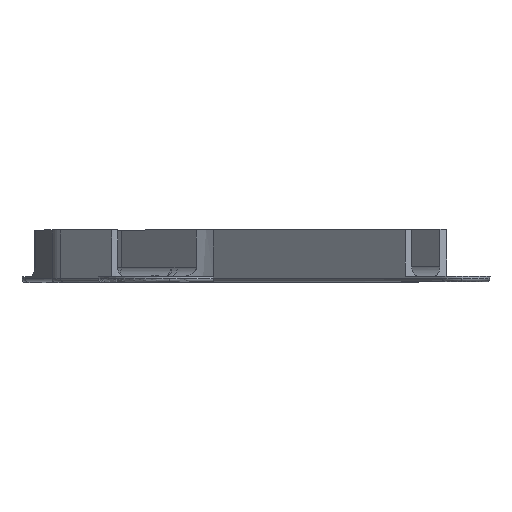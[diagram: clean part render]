
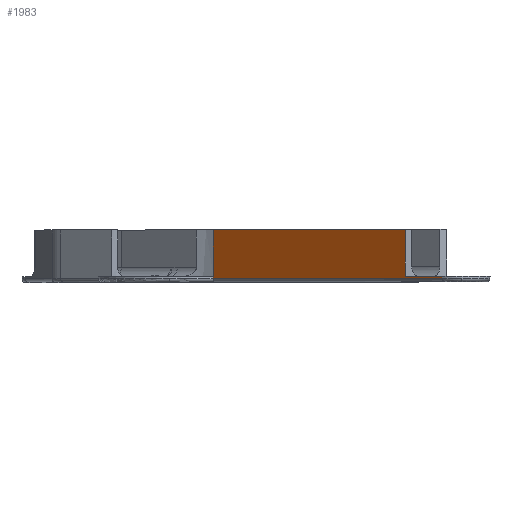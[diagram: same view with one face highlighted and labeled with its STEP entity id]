
A CAD part, top view. The second image highlights one B-rep face of the part: STEP entity #1983.
In plain terms, the highlighted planar face has unit normal (-0.695, 0, 0.72).
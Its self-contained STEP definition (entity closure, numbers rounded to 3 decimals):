
#88 = ORIENTED_EDGE ( 'NONE', *, *, #5844, .F. ) ;
#256 = DIRECTION ( 'NONE',  ( -0.719, 0., -0.694 ) ) ;
#347 = VECTOR ( 'NONE', #650, 1000. ) ;
#380 = FACE_OUTER_BOUND ( 'NONE', #3460, .T. ) ;
#585 = DIRECTION ( 'NONE',  ( 0., -1., 0. ) ) ;
#650 = DIRECTION ( 'NONE',  ( 0.719, 0., 0.694 ) ) ;
#721 = DIRECTION ( 'NONE',  ( 0., -1., 0. ) ) ;
#793 = VECTOR ( 'NONE', #585, 1000. ) ;
#997 = DIRECTION ( 'NONE',  ( 0.694, 0., -0.719 ) ) ;
#1275 = VERTEX_POINT ( 'NONE', #1654 ) ;
#1470 = DIRECTION ( 'NONE',  ( 0.719, 0., 0.694 ) ) ;
#1510 = CARTESIAN_POINT ( 'NONE',  ( -17.362, 2., 17.987 ) ) ;
#1581 = VECTOR ( 'NONE', #6663, 1000. ) ;
#1654 = CARTESIAN_POINT ( 'NONE',  ( 186.11, 2., 214.39 ) ) ;
#1818 = VERTEX_POINT ( 'NONE', #3717 ) ;
#1883 = VECTOR ( 'NONE', #721, 1000. ) ;
#1895 = CARTESIAN_POINT ( 'NONE',  ( 166.348, 28., 195.315 ) ) ;
#1940 = EDGE_CURVE ( 'NONE', #8059, #1818, #3415, .T. ) ;
#1968 = DIRECTION ( 'NONE',  ( 0., -1., 0. ) ) ;
#1983 = ADVANCED_FACE ( 'NONE', ( #380 ), #6039, .F. ) ;
#2337 = LINE ( 'NONE', #7328, #5721 ) ;
#2679 = LINE ( 'NONE', #1510, #3989 ) ;
#2852 = EDGE_CURVE ( 'NONE', #1818, #1275, #2679, .T. ) ;
#3358 = EDGE_CURVE ( 'NONE', #5850, #4927, #2337, .T. ) ;
#3369 = CARTESIAN_POINT ( 'NONE',  ( 166.348, 28., 195.315 ) ) ;
#3415 = LINE ( 'NONE', #4132, #1581 ) ;
#3460 = EDGE_LOOP ( 'NONE', ( #7414, #7192, #88, #7619, #7111, #8222, #8218 ) ) ;
#3685 = CARTESIAN_POINT ( 'NONE',  ( 63.977, 28., 96.5 ) ) ;
#3717 = CARTESIAN_POINT ( 'NONE',  ( 63.977, 2., 96.5 ) ) ;
#3743 = VECTOR ( 'NONE', #1968, 1000. ) ;
#3815 = CARTESIAN_POINT ( 'NONE',  ( -17.362, 28., 17.987 ) ) ;
#3847 = CARTESIAN_POINT ( 'NONE',  ( 166.348, 3., 195.315 ) ) ;
#3989 = VECTOR ( 'NONE', #1470, 1000. ) ;
#4132 = CARTESIAN_POINT ( 'NONE',  ( 63.977, 3., 96.5 ) ) ;
#4161 = CARTESIAN_POINT ( 'NONE',  ( 63.977, 3., 96.5 ) ) ;
#4499 = CARTESIAN_POINT ( 'NONE',  ( 186.11, 3., 214.39 ) ) ;
#4927 = VERTEX_POINT ( 'NONE', #4499 ) ;
#4952 = LINE ( 'NONE', #6166, #793 ) ;
#4977 = LINE ( 'NONE', #3815, #347 ) ;
#5051 = CARTESIAN_POINT ( 'NONE',  ( 186.11, 3., 214.39 ) ) ;
#5082 = EDGE_CURVE ( 'NONE', #7150, #8059, #4952, .T. ) ;
#5213 = LINE ( 'NONE', #5051, #1883 ) ;
#5372 = CARTESIAN_POINT ( 'NONE',  ( -17.362, 3., 17.987 ) ) ;
#5721 = VECTOR ( 'NONE', #6041, 1000. ) ;
#5827 = AXIS2_PLACEMENT_3D ( 'NONE', #5372, #997, #256 ) ;
#5844 = EDGE_CURVE ( 'NONE', #4927, #1275, #5213, .T. ) ;
#5850 = VERTEX_POINT ( 'NONE', #3847 ) ;
#5890 = EDGE_CURVE ( 'NONE', #6845, #5850, #7660, .T. ) ;
#6039 = PLANE ( 'NONE',  #5827 ) ;
#6041 = DIRECTION ( 'NONE',  ( 0.719, 0., 0.694 ) ) ;
#6166 = CARTESIAN_POINT ( 'NONE',  ( 63.977, 28., 96.5 ) ) ;
#6663 = DIRECTION ( 'NONE',  ( 0., -1., 0. ) ) ;
#6845 = VERTEX_POINT ( 'NONE', #3369 ) ;
#7111 = ORIENTED_EDGE ( 'NONE', *, *, #5890, .F. ) ;
#7150 = VERTEX_POINT ( 'NONE', #3685 ) ;
#7192 = ORIENTED_EDGE ( 'NONE', *, *, #2852, .T. ) ;
#7328 = CARTESIAN_POINT ( 'NONE',  ( -17.362, 3., 17.987 ) ) ;
#7414 = ORIENTED_EDGE ( 'NONE', *, *, #1940, .T. ) ;
#7619 = ORIENTED_EDGE ( 'NONE', *, *, #3358, .F. ) ;
#7660 = LINE ( 'NONE', #1895, #3743 ) ;
#8059 = VERTEX_POINT ( 'NONE', #4161 ) ;
#8218 = ORIENTED_EDGE ( 'NONE', *, *, #5082, .T. ) ;
#8222 = ORIENTED_EDGE ( 'NONE', *, *, #8227, .F. ) ;
#8227 = EDGE_CURVE ( 'NONE', #7150, #6845, #4977, .T. ) ;
